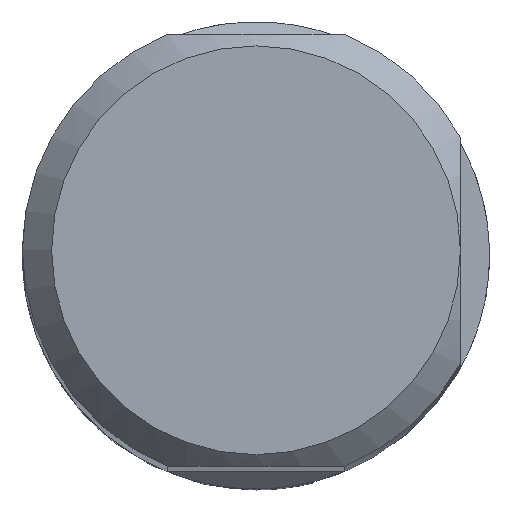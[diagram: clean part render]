
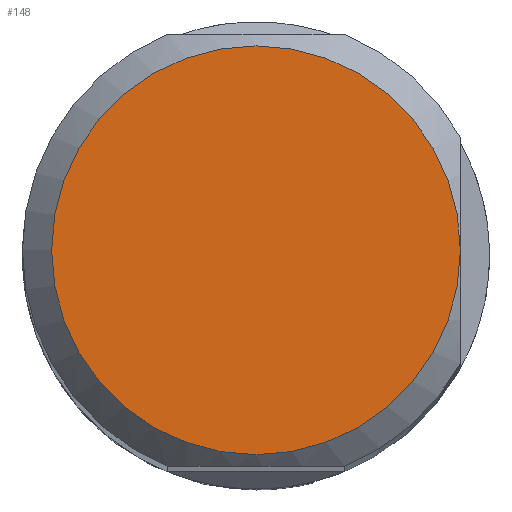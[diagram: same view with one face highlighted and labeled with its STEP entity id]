
A CAD part, top view. The second image highlights one B-rep face of the part: STEP entity #148.
In plain terms, the highlighted planar face has unit normal (0, 0, 1).
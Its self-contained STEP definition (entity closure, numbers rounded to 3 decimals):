
#42=PLANE('',#1055);
#148=ADVANCED_FACE('SHANK_FACE_BACK',(#214),#42,.F.);
#214=FACE_OUTER_BOUND('',#233,.T.);
#233=EDGE_LOOP('',(#428));
#428=ORIENTED_EDGE('',*,*,#819,.T.);
#684=VERTEX_POINT('',#1538);
#819=EDGE_CURVE('',#684,#684,#939,.T.);
#939=CIRCLE('',#1054,17.5);
#1054=AXIS2_PLACEMENT_3D('',#1537,#1213,#1214);
#1055=AXIS2_PLACEMENT_3D('',#1539,#1215,#1216);
#1213=DIRECTION('',(0.,0.,1.));
#1214=DIRECTION('',(-1.,0.,0.));
#1215=DIRECTION('',(0.,0.,-1.));
#1216=DIRECTION('',(1.,0.,0.));
#1537=CARTESIAN_POINT('',(0.,0.,0.));
#1538=CARTESIAN_POINT('',(17.5,0.,0.));
#1539=CARTESIAN_POINT('',(0.,0.,0.));
